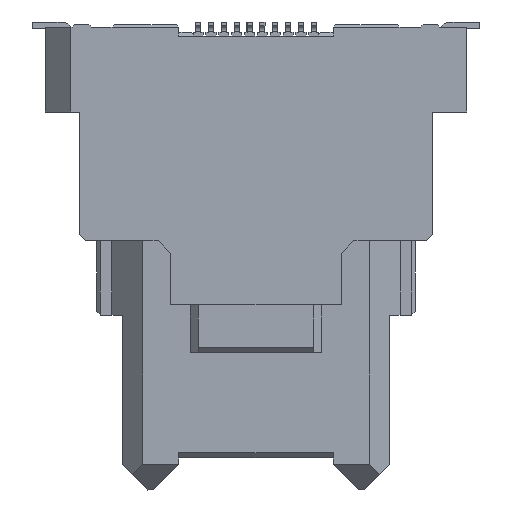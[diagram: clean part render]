
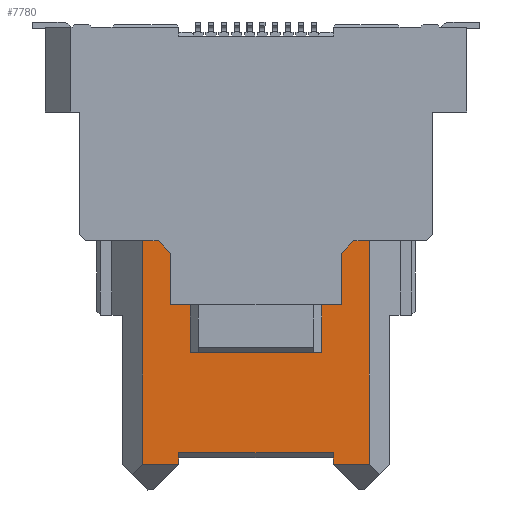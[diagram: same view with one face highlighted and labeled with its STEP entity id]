
A CAD part, front view. The second image highlights one B-rep face of the part: STEP entity #7780.
In plain terms, the highlighted planar face has unit normal (0, -1, 0).
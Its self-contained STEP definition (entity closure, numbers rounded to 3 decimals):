
#3750=CARTESIAN_POINT('',(49.99,-92.4,
7.7));
#3760=VERTEX_POINT('',#3750);
#3930=CARTESIAN_POINT('',(49.99,-92.4,
5.85));
#3940=VERTEX_POINT('',#3930);
#3970=CARTESIAN_POINT('',(49.99,-92.4,
3.342));
#3980=DIRECTION('',(0.,0.,-1.));
#3990=VECTOR('',#3980,1.);
#4000=LINE('',#3970,#3990);
#4010=EDGE_CURVE('',#3760,#3940,#4000,.T.);
#6360=CARTESIAN_POINT('',(48.94,-92.4,
13.6));
#6370=DIRECTION('',(0.,-1.,0.));
#6380=DIRECTION('',(-1.,0.,0.));
#6390=AXIS2_PLACEMENT_3D('',#6360,#6370,#6380);
#6400=PLANE('',#6390);
#6410=ORIENTED_EDGE('',*,*,#4010,.F.);
#6420=CARTESIAN_POINT('',(-18.025,-92.4,
5.85));
#6430=DIRECTION('',(1.,0.,0.));
#6440=VECTOR('',#6430,1.);
#6450=LINE('',#6420,#6440);
#6460=CARTESIAN_POINT('',(55.09,-92.4,
5.85));
#6470=VERTEX_POINT('',#6460);
#6480=EDGE_CURVE('',#3940,#6470,#6450,.T.);
#6490=ORIENTED_EDGE('',*,*,#6480,.F.);
#6500=CARTESIAN_POINT('',(55.09,-92.4,
3.342));
#6510=DIRECTION('',(0.,0.,-1.));
#6520=VECTOR('',#6510,1.);
#6530=LINE('',#6500,#6520);
#6540=CARTESIAN_POINT('',(55.09,-92.4,
7.7));
#6550=VERTEX_POINT('',#6540);
#6560=EDGE_CURVE('',#6550,#6470,#6530,.T.);
#6570=ORIENTED_EDGE('',*,*,#6560,.T.);
#6580=CARTESIAN_POINT('',(123.105,-92.4,
7.7));
#6590=DIRECTION('',(-1.,0.,0.));
#6600=VECTOR('',#6590,1.);
#6610=LINE('',#6580,#6600);
#6620=CARTESIAN_POINT('',(55.85,-92.4,
7.7));
#6630=VERTEX_POINT('',#6620);
#6640=EDGE_CURVE('',#6630,#6550,#6610,.T.);
#6650=ORIENTED_EDGE('',*,*,#6640,.T.);
#6660=CARTESIAN_POINT('',(55.85,-92.4,
3.342));
#6670=DIRECTION('',(0.,0.,-1.));
#6680=VECTOR('',#6670,1.);
#6690=LINE('',#6660,#6680);
#6700=CARTESIAN_POINT('',(55.85,-92.4,
9.7));
#6710=VERTEX_POINT('',#6700);
#6720=EDGE_CURVE('',#6710,#6630,#6690,.T.);
#6730=ORIENTED_EDGE('',*,*,#6720,.T.);
#6740=CARTESIAN_POINT('',(123.105,-92.4,
76.955));
#6750=DIRECTION('',(0.707,0.,
0.707));
#6760=VECTOR('',#6750,1.);
#6770=LINE('',#6740,#6760);
#6780=CARTESIAN_POINT('',(56.35,-92.4,10.2));
#6790=VERTEX_POINT('',#6780);
#6800=EDGE_CURVE('',#6710,#6790,#6770,.T.);
#6810=ORIENTED_EDGE('',*,*,#6800,.F.);
#6820=CARTESIAN_POINT('',(123.105,-92.4,
10.2));
#6830=DIRECTION('',(1.,0.,0.));
#6840=VECTOR('',#6830,1.);
#6850=LINE('',#6820,#6840);
#6860=CARTESIAN_POINT('',(56.94,-92.4,10.2));
#6870=VERTEX_POINT('',#6860);
#6880=EDGE_CURVE('',#6790,#6870,#6850,.T.);
#6890=ORIENTED_EDGE('',*,*,#6880,.F.);
#6900=CARTESIAN_POINT('',(56.94,-92.4,
3.342));
#6910=DIRECTION('',(0.,0.,1.));
#6920=VECTOR('',#6910,1.);
#6930=LINE('',#6900,#6920);
#6940=CARTESIAN_POINT('',(56.94,-92.4,
1.5));
#6950=VERTEX_POINT('',#6940);
#6960=EDGE_CURVE('',#6950,#6870,#6930,.T.);
#6970=ORIENTED_EDGE('',*,*,#6960,.T.);
#6980=CARTESIAN_POINT('',(123.105,-92.4,
1.5));
#6990=DIRECTION('',(1.,0.,0.));
#7000=VECTOR('',#6990,1.);
#7010=LINE('',#6980,#7000);
#7020=CARTESIAN_POINT('',(55.54,-92.4,
1.5));
#7030=VERTEX_POINT('',#7020);
#7040=EDGE_CURVE('',#7030,#6950,#7010,.T.);
#7050=ORIENTED_EDGE('',*,*,#7040,.T.);
#7060=CARTESIAN_POINT('',(55.54,-92.4,
3.342));
#7070=DIRECTION('',(0.,0.,1.));
#7080=VECTOR('',#7070,1.);
#7090=LINE('',#7060,#7080);
#7100=CARTESIAN_POINT('',(55.54,-92.4,
1.95));
#7110=VERTEX_POINT('',#7100);
#7120=EDGE_CURVE('',#7030,#7110,#7090,.T.);
#7130=ORIENTED_EDGE('',*,*,#7120,.F.);
#7140=CARTESIAN_POINT('',(50.915,-92.4,
1.95));
#7150=DIRECTION('',(-1.,0.,0.));
#7160=VECTOR('',#7150,1.);
#7170=LINE('',#7140,#7160);
#7180=CARTESIAN_POINT('',(49.54,-92.4,
1.95));
#7190=VERTEX_POINT('',#7180);
#7200=EDGE_CURVE('',#7110,#7190,#7170,.T.);
#7210=ORIENTED_EDGE('',*,*,#7200,.F.);
#7220=CARTESIAN_POINT('',(49.54,-92.4,
3.342));
#7230=DIRECTION('',(0.,0.,1.));
#7240=VECTOR('',#7230,1.);
#7250=LINE('',#7220,#7240);
#7260=CARTESIAN_POINT('',(49.54,-92.4,
1.5));
#7270=VERTEX_POINT('',#7260);
#7280=EDGE_CURVE('',#7270,#7190,#7250,.T.);
#7290=ORIENTED_EDGE('',*,*,#7280,.T.);
#7300=CARTESIAN_POINT('',(-18.025,-92.4,
1.5));
#7310=DIRECTION('',(-1.,0.,0.));
#7320=VECTOR('',#7310,1.);
#7330=LINE('',#7300,#7320);
#7340=CARTESIAN_POINT('',(48.14,-92.4,
1.5));
#7350=VERTEX_POINT('',#7340);
#7360=EDGE_CURVE('',#7270,#7350,#7330,.T.);
#7370=ORIENTED_EDGE('',*,*,#7360,.F.);
#7380=CARTESIAN_POINT('',(48.14,-92.4,
3.342));
#7390=DIRECTION('',(0.,0.,1.));
#7400=VECTOR('',#7390,1.);
#7410=LINE('',#7380,#7400);
#7420=CARTESIAN_POINT('',(48.14,-92.4,10.2));
#7430=VERTEX_POINT('',#7420);
#7440=EDGE_CURVE('',#7350,#7430,#7410,.T.);
#7450=ORIENTED_EDGE('',*,*,#7440,.F.);
#7460=CARTESIAN_POINT('',(-18.025,-92.4,
10.2));
#7470=DIRECTION('',(-1.,0.,0.));
#7480=VECTOR('',#7470,1.);
#7490=LINE('',#7460,#7480);
#7500=CARTESIAN_POINT('',(48.73,-92.4,10.2));
#7510=VERTEX_POINT('',#7500);
#7520=EDGE_CURVE('',#7510,#7430,#7490,.T.);
#7530=ORIENTED_EDGE('',*,*,#7520,.T.);
#7540=CARTESIAN_POINT('',(-18.025,-92.4,
76.955));
#7550=DIRECTION('',(-0.707,0.,
0.707));
#7560=VECTOR('',#7550,1.);
#7570=LINE('',#7540,#7560);
#7580=CARTESIAN_POINT('',(49.23,-92.4,
9.7));
#7590=VERTEX_POINT('',#7580);
#7600=EDGE_CURVE('',#7590,#7510,#7570,.T.);
#7610=ORIENTED_EDGE('',*,*,#7600,.T.);
#7620=CARTESIAN_POINT('',(49.23,-92.4,
3.342));
#7630=DIRECTION('',(0.,0.,-1.));
#7640=VECTOR('',#7630,1.);
#7650=LINE('',#7620,#7640);
#7660=CARTESIAN_POINT('',(49.23,-92.4,
7.7));
#7670=VERTEX_POINT('',#7660);
#7680=EDGE_CURVE('',#7590,#7670,#7650,.T.);
#7690=ORIENTED_EDGE('',*,*,#7680,.F.);
#7700=CARTESIAN_POINT('',(-18.025,-92.4,
7.7));
#7710=DIRECTION('',(1.,0.,0.));
#7720=VECTOR('',#7710,1.);
#7730=LINE('',#7700,#7720);
#7740=EDGE_CURVE('',#7670,#3760,#7730,.T.);
#7750=ORIENTED_EDGE('',*,*,#7740,.F.);
#7760=EDGE_LOOP('',(#7750,#7690,#7610,#7530,#7450,#7370,#7290,#7210,
#7130,#7050,#6970,#6890,#6810,#6730,#6650,#6570,#6490,#6410));
#7770=FACE_OUTER_BOUND('',#7760,.T.);
#7780=ADVANCED_FACE('',(#7770),#6400,.T.);
